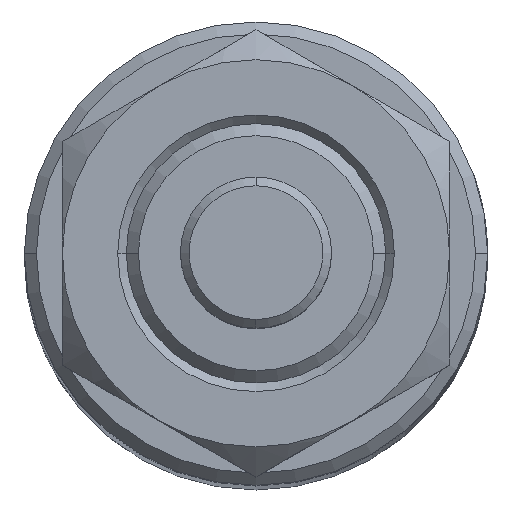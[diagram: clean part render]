
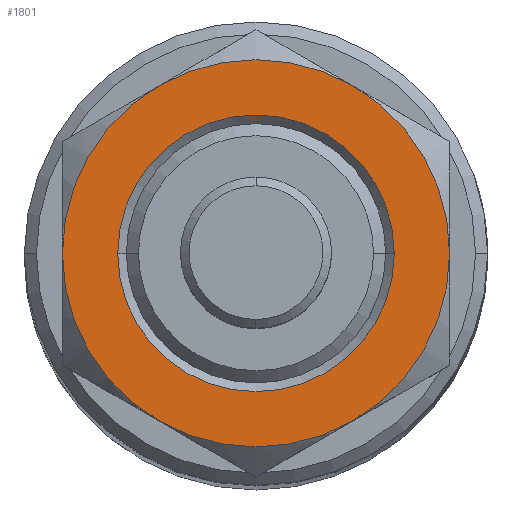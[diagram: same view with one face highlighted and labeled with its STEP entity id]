
A CAD part, top view. The second image highlights one B-rep face of the part: STEP entity #1801.
In plain terms, the highlighted planar face has unit normal (0, 0, 1).
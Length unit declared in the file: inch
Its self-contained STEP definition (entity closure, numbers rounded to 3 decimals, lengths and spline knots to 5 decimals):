
#206 = CARTESIAN_POINT ( 'NONE',  ( 0., 0., 0.21 ) ) ;
#214 = ORIENTED_EDGE ( 'NONE', *, *, #509, .T. ) ;
#224 = CARTESIAN_POINT ( 'NONE',  ( 0., 0., 0.21 ) ) ;
#294 = CARTESIAN_POINT ( 'NONE',  ( 0.4, 0., 0.21 ) ) ;
#315 = EDGE_LOOP ( 'NONE', ( #1602, #1272, #358, #800, #214, #1243 ) ) ;
#358 = ORIENTED_EDGE ( 'NONE', *, *, #2971, .F. ) ;
#375 = CIRCLE ( 'NONE', #1220, 0.56 ) ;
#452 = PLANE ( 'NONE',  #459 ) ;
#456 = DIRECTION ( 'NONE',  ( -1., 0., 0. ) ) ;
#459 = AXIS2_PLACEMENT_3D ( 'NONE', #2434, #2183, #708 ) ;
#465 = CARTESIAN_POINT ( 'NONE',  ( 0.28, 0.48497, 0.21 ) ) ;
#473 = DIRECTION ( 'NONE',  ( -1., 0., 0. ) ) ;
#509 = EDGE_CURVE ( 'NONE', #3016, #1486, #1966, .T. ) ;
#510 = FACE_BOUND ( 'NONE', #1876, .T. ) ;
#519 = AXIS2_PLACEMENT_3D ( 'NONE', #520, #2250, #765 ) ;
#520 = CARTESIAN_POINT ( 'NONE',  ( 0., 0., 0.21 ) ) ;
#533 = AXIS2_PLACEMENT_3D ( 'NONE', #2726, #1237, #2972 ) ;
#549 = CIRCLE ( 'NONE', #519, 0.56 ) ;
#591 = AXIS2_PLACEMENT_3D ( 'NONE', #1111, #2851, #1367 ) ;
#635 = CARTESIAN_POINT ( 'NONE',  ( 0., 0., 0.21 ) ) ;
#651 = EDGE_CURVE ( 'NONE', #2446, #2475, #1492, .T. ) ;
#706 = CARTESIAN_POINT ( 'NONE',  ( 0., 0., 0.21 ) ) ;
#708 = DIRECTION ( 'NONE',  ( -1., 0., 0. ) ) ;
#765 = DIRECTION ( 'NONE',  ( -1., 0., 0. ) ) ;
#800 = ORIENTED_EDGE ( 'NONE', *, *, #1564, .F. ) ;
#871 = DIRECTION ( 'NONE',  ( 1., 0., 0. ) ) ;
#881 = CARTESIAN_POINT ( 'NONE',  ( -0.28, -0.48497, 0.21 ) ) ;
#898 = ORIENTED_EDGE ( 'NONE', *, *, #2813, .T. ) ;
#944 = DIRECTION ( 'NONE',  ( -1., 0., 0. ) ) ;
#958 = EDGE_CURVE ( 'NONE', #1710, #2446, #2092, .T. ) ;
#986 = AXIS2_PLACEMENT_3D ( 'NONE', #635, #2366, #871 ) ;
#1090 = CARTESIAN_POINT ( 'NONE',  ( 0., 0., 0.21 ) ) ;
#1111 = CARTESIAN_POINT ( 'NONE',  ( 0., 0., 0.21 ) ) ;
#1220 = AXIS2_PLACEMENT_3D ( 'NONE', #706, #2445, #944 ) ;
#1237 = DIRECTION ( 'NONE',  ( 0., 0., -1. ) ) ;
#1243 = ORIENTED_EDGE ( 'NONE', *, *, #2515, .F. ) ;
#1272 = ORIENTED_EDGE ( 'NONE', *, *, #958, .F. ) ;
#1367 = DIRECTION ( 'NONE',  ( -1., 0., 0. ) ) ;
#1391 = DIRECTION ( 'NONE',  ( -1., 0., 0. ) ) ;
#1486 = VERTEX_POINT ( 'NONE', #465 ) ;
#1492 = CIRCLE ( 'NONE', #591, 0.56 ) ;
#1564 = EDGE_CURVE ( 'NONE', #3016, #3092, #549, .T. ) ;
#1602 = ORIENTED_EDGE ( 'NONE', *, *, #651, .F. ) ;
#1710 = VERTEX_POINT ( 'NONE', #881 ) ;
#1716 = CIRCLE ( 'NONE', #2161, 0.56 ) ;
#1792 = ORIENTED_EDGE ( 'NONE', *, *, #2090, .T. ) ;
#1801 = ADVANCED_FACE ( 'NONE', ( #510, #2804 ), #452, .F. ) ;
#1859 = CIRCLE ( 'NONE', #2776, 0.4 ) ;
#1876 = EDGE_LOOP ( 'NONE', ( #1792, #898 ) ) ;
#1947 = DIRECTION ( 'NONE',  ( 0., 0., -1. ) ) ;
#1958 = CARTESIAN_POINT ( 'NONE',  ( -0.4, 0., 0.21 ) ) ;
#1962 = DIRECTION ( 'NONE',  ( 0., 0., -1. ) ) ;
#1966 = CIRCLE ( 'NONE', #986, 0.56 ) ;
#2090 = EDGE_CURVE ( 'NONE', #3135, #3000, #2461, .T. ) ;
#2092 = CIRCLE ( 'NONE', #533, 0.56 ) ;
#2161 = AXIS2_PLACEMENT_3D ( 'NONE', #206, #1947, #456 ) ;
#2183 = DIRECTION ( 'NONE',  ( 0., 0., -1. ) ) ;
#2250 = DIRECTION ( 'NONE',  ( 0., 0., -1. ) ) ;
#2366 = DIRECTION ( 'NONE',  ( 0., 0., 1. ) ) ;
#2434 = CARTESIAN_POINT ( 'NONE',  ( 0.56, 0.96995, 0.21 ) ) ;
#2445 = DIRECTION ( 'NONE',  ( 0., 0., -1. ) ) ;
#2446 = VERTEX_POINT ( 'NONE', #3167 ) ;
#2461 = CIRCLE ( 'NONE', #3128, 0.4 ) ;
#2471 = CARTESIAN_POINT ( 'NONE',  ( 0.56, 0., 0.21 ) ) ;
#2475 = VERTEX_POINT ( 'NONE', #2914 ) ;
#2515 = EDGE_CURVE ( 'NONE', #2475, #1486, #1716, .T. ) ;
#2542 = CARTESIAN_POINT ( 'NONE',  ( 0.28, -0.48497, 0.21 ) ) ;
#2726 = CARTESIAN_POINT ( 'NONE',  ( 0., 0., 0.21 ) ) ;
#2776 = AXIS2_PLACEMENT_3D ( 'NONE', #1090, #2829, #1391 ) ;
#2804 = FACE_OUTER_BOUND ( 'NONE', #315, .T. ) ;
#2813 = EDGE_CURVE ( 'NONE', #3000, #3135, #1859, .T. ) ;
#2829 = DIRECTION ( 'NONE',  ( 0., 0., -1. ) ) ;
#2851 = DIRECTION ( 'NONE',  ( 0., 0., -1. ) ) ;
#2914 = CARTESIAN_POINT ( 'NONE',  ( -0.28, 0.48497, 0.21 ) ) ;
#2971 = EDGE_CURVE ( 'NONE', #3092, #1710, #375, .T. ) ;
#2972 = DIRECTION ( 'NONE',  ( -1., 0., 0. ) ) ;
#3000 = VERTEX_POINT ( 'NONE', #1958 ) ;
#3016 = VERTEX_POINT ( 'NONE', #2471 ) ;
#3092 = VERTEX_POINT ( 'NONE', #2542 ) ;
#3128 = AXIS2_PLACEMENT_3D ( 'NONE', #224, #1962, #473 ) ;
#3135 = VERTEX_POINT ( 'NONE', #294 ) ;
#3167 = CARTESIAN_POINT ( 'NONE',  ( -0.56, 0., 0.21 ) ) ;
